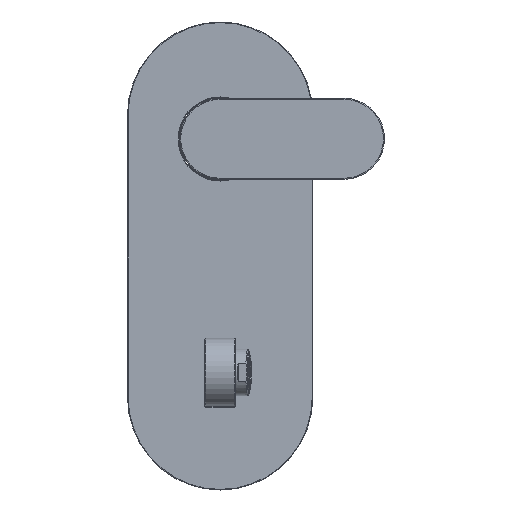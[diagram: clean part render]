
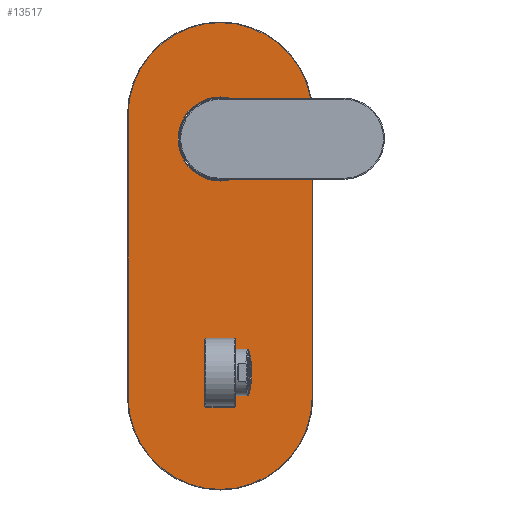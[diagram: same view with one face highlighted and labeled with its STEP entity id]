
A CAD part, top view. The second image highlights one B-rep face of the part: STEP entity #13517.
In plain terms, the highlighted planar face has unit normal (0, 0, 1).
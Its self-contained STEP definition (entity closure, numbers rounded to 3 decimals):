
#12965=CARTESIAN_POINT('',(0.,72.5,55.063));
#12966=DIRECTION('',(0.,0.,1.));
#12967=DIRECTION('',(1.,0.,0.));
#12968=AXIS2_PLACEMENT_3D('',#12965,#12966,#12967);
#12970=CARTESIAN_POINT('',(0.,-72.5,55.063));
#12971=DIRECTION('',(0.,0.,1.));
#12972=DIRECTION('',(-1.,0.,0.));
#12973=AXIS2_PLACEMENT_3D('',#12970,#12971,#12972);
#12975=CARTESIAN_POINT('',(0.,-60.,55.063));
#12976=DIRECTION('',(0.,0.,-1.));
#12977=DIRECTION('',(-1.,0.,0.));
#12978=AXIS2_PLACEMENT_3D('',#12975,#12976,#12977);
#12980=CARTESIAN_POINT('',(0.,-60.,55.063));
#12981=DIRECTION('',(0.,0.,-1.));
#12982=DIRECTION('',(1.,0.,0.));
#12983=AXIS2_PLACEMENT_3D('',#12980,#12981,#12982);
#12985=CARTESIAN_POINT('',(0.,60.,55.063));
#12986=DIRECTION('',(0.,0.,-1.));
#12987=DIRECTION('',(-1.,0.,0.));
#12988=AXIS2_PLACEMENT_3D('',#12985,#12986,#12987);
#12990=CARTESIAN_POINT('',(0.,60.,55.063));
#12991=DIRECTION('',(0.,0.,-1.));
#12992=DIRECTION('',(1.,0.,0.));
#12993=AXIS2_PLACEMENT_3D('',#12990,#12991,#12992);
#12995=DIRECTION('',(0.,1.,0.));
#12996=VECTOR('',#12995,145.);
#12997=CARTESIAN_POINT('',(-47.2,-72.5,55.063));
#12998=LINE('',#12997,#12996);
#13022=DIRECTION('',(0.,-1.,0.));
#13023=VECTOR('',#13022,145.);
#13024=CARTESIAN_POINT('',(47.2,72.5,55.063));
#13025=LINE('',#13024,#13023);
#13168=CARTESIAN_POINT('',(-47.2,-72.5,55.063));
#13169=CARTESIAN_POINT('',(-47.2,72.5,55.063));
#13170=VERTEX_POINT('',#13168);
#13171=VERTEX_POINT('',#13169);
#13172=CARTESIAN_POINT('',(47.2,-72.5,55.063));
#13173=VERTEX_POINT('',#13172);
#13174=CARTESIAN_POINT('',(47.2,72.5,55.063));
#13175=VERTEX_POINT('',#13174);
#13196=CARTESIAN_POINT('',(-7.05,-60.,55.063));
#13197=VERTEX_POINT('',#13196);
#13198=CARTESIAN_POINT('',(7.05,-60.,55.063));
#13199=VERTEX_POINT('',#13198);
#13220=CARTESIAN_POINT('',(-21.55,60.,55.063));
#13221=VERTEX_POINT('',#13220);
#13222=CARTESIAN_POINT('',(21.55,60.,55.063));
#13223=VERTEX_POINT('',#13222);
#13491=CARTESIAN_POINT('',(0.,-60.,55.063));
#13492=DIRECTION('',(0.,0.,-1.));
#13493=DIRECTION('',(1.,0.,0.));
#13494=AXIS2_PLACEMENT_3D('',#13491,#13492,#13493);
#13495=PLANE('',#13494);
#13497=ORIENTED_EDGE('',*,*,#13496,.T.);
#13499=ORIENTED_EDGE('',*,*,#13498,.F.);
#13501=ORIENTED_EDGE('',*,*,#13500,.T.);
#13503=ORIENTED_EDGE('',*,*,#13502,.F.);
#13504=EDGE_LOOP('',(#13497,#13499,#13501,#13503));
#13505=FACE_OUTER_BOUND('',#13504,.F.);
#13507=ORIENTED_EDGE('',*,*,#13506,.F.);
#13508=ORIENTED_EDGE('',*,*,#13481,.F.);
#13509=EDGE_LOOP('',(#13507,#13508));
#13510=FACE_BOUND('',#13509,.F.);
#13512=ORIENTED_EDGE('',*,*,#13511,.F.);
#13514=ORIENTED_EDGE('',*,*,#13513,.F.);
#13515=EDGE_LOOP('',(#13512,#13514));
#13516=FACE_BOUND('',#13515,.F.);
#13517=ADVANCED_FACE('',(#13505,#13510,#13516),#13495,.F.);
#12969=CIRCLE('',#12968,47.2);
#12974=CIRCLE('',#12973,47.2);
#12979=CIRCLE('',#12978,7.05);
#12984=CIRCLE('',#12983,7.05);
#12989=CIRCLE('',#12988,21.55);
#12994=CIRCLE('',#12993,21.55);
#13481=EDGE_CURVE('',#13199,#13197,#12984,.T.);
#13496=EDGE_CURVE('',#13170,#13171,#12998,.T.);
#13498=EDGE_CURVE('',#13175,#13171,#12969,.T.);
#13500=EDGE_CURVE('',#13175,#13173,#13025,.T.);
#13502=EDGE_CURVE('',#13170,#13173,#12974,.T.);
#13506=EDGE_CURVE('',#13197,#13199,#12979,.T.);
#13511=EDGE_CURVE('',#13221,#13223,#12989,.T.);
#13513=EDGE_CURVE('',#13223,#13221,#12994,.T.);
